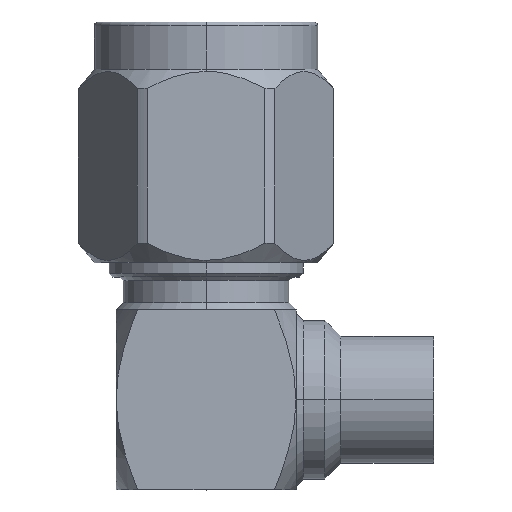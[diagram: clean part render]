
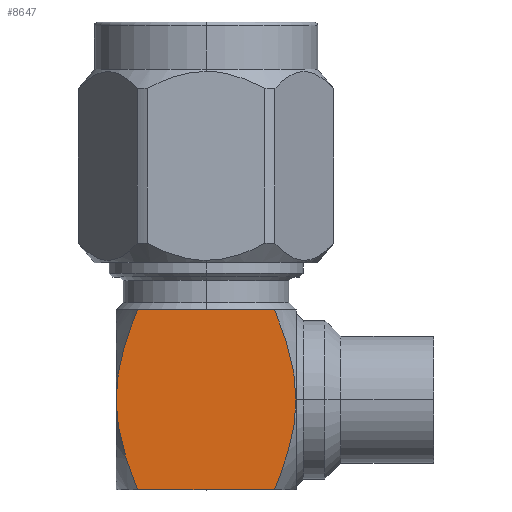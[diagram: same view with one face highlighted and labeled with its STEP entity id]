
A CAD part, top view. The second image highlights one B-rep face of the part: STEP entity #8647.
In plain terms, the highlighted planar face has unit normal (0, 0, 1).
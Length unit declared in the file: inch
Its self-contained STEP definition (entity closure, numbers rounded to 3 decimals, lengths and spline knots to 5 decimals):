
#49 = ORIENTED_EDGE ( 'NONE', *, *, #3983, .T. ) ;
#384 = CARTESIAN_POINT ( 'NONE',  ( -0.10326, -0.38021, 0.125 ) ) ;
#398 = ORIENTED_EDGE ( 'NONE', *, *, #4715, .T. ) ;
#460 = CARTESIAN_POINT ( 'NONE',  ( 0.0951, -0.61024, 0.125 ) ) ;
#597 = CARTESIAN_POINT ( 'NONE',  ( -0.125, -0.48523, 0.125 ) ) ;
#757 = EDGE_CURVE ( 'NONE', #3676, #7874, #2689, .T. ) ;
#846 = CARTESIAN_POINT ( 'NONE',  ( 0.0951, -0.36023, 0.125 ) ) ;
#1170 = CARTESIAN_POINT ( 'NONE',  ( 0.125, -0.49598, 0.125 ) ) ;
#1374 = CARTESIAN_POINT ( 'NONE',  ( -0.10325, -0.59028, 0.125 ) ) ;
#1418 = CARTESIAN_POINT ( 'NONE',  ( 0.125, -0.48523, 0.125 ) ) ;
#1441 = CARTESIAN_POINT ( 'NONE',  ( 0.125, -0.48523, 0.125 ) ) ;
#1472 = CARTESIAN_POINT ( 'NONE',  ( 0.10326, -0.38021, 0.125 ) ) ;
#1981 = EDGE_CURVE ( 'NONE', #3676, #9845, #5938, .T. ) ;
#2022 = CARTESIAN_POINT ( 'NONE',  ( -0.125, -0.36023, 0.125 ) ) ;
#2035 = CARTESIAN_POINT ( 'NONE',  ( -0.125, -0.36023, 0.125 ) ) ;
#2114 = CARTESIAN_POINT ( 'NONE',  ( -0.11072, -0.40074, 0.125 ) ) ;
#2312 = VERTEX_POINT ( 'NONE', #597 ) ;
#2527 = ORIENTED_EDGE ( 'NONE', *, *, #10349, .T. ) ;
#2689 = LINE ( 'NONE', #2961, #10337 ) ;
#2822 = VERTEX_POINT ( 'NONE', #4661 ) ;
#2824 = VECTOR ( 'NONE', #10435, 39.37008 ) ;
#2961 = CARTESIAN_POINT ( 'NONE',  ( -0.125, -0.61024, 0.125 ) ) ;
#3047 = CARTESIAN_POINT ( 'NONE',  ( 0.125, -0.46354, 0.125 ) ) ;
#3062 = B_SPLINE_CURVE_WITH_KNOTS ( 'NONE', 3,
 ( #1441, #3047, #7232, #5580, #1472, #4870 ),
 .UNSPECIFIED., .F., .F.,
 ( 4, 2, 4 ),
 ( 0.0068, 0.00845, 0.01011 ),
 .UNSPECIFIED. ) ;
#3198 = CARTESIAN_POINT ( 'NONE',  ( -0.11886, -0.5387, 0.125 ) ) ;
#3602 = CARTESIAN_POINT ( 'NONE',  ( -0.0951, -0.61024, 0.125 ) ) ;
#3676 = VERTEX_POINT ( 'NONE', #10236 ) ;
#3767 = CARTESIAN_POINT ( 'NONE',  ( 0.12417, -0.50689, 0.125 ) ) ;
#3983 = EDGE_CURVE ( 'NONE', #2822, #2312, #7130, .T. ) ;
#4047 = CARTESIAN_POINT ( 'NONE',  ( -0.125, -0.49598, 0.125 ) ) ;
#4057 = CARTESIAN_POINT ( 'NONE',  ( -0.125, -0.46354, 0.125 ) ) ;
#4558 = LINE ( 'NONE', #2022, #2824 ) ;
#4642 = VERTEX_POINT ( 'NONE', #846 ) ;
#4661 = CARTESIAN_POINT ( 'NONE',  ( -0.0951, -0.36023, 0.125 ) ) ;
#4715 = EDGE_CURVE ( 'NONE', #9845, #4642, #3062, .T. ) ;
#4716 = CARTESIAN_POINT ( 'NONE',  ( 0.11886, -0.5387, 0.125 ) ) ;
#4870 = CARTESIAN_POINT ( 'NONE',  ( 0.0951, -0.36023, 0.125 ) ) ;
#5112 = ORIENTED_EDGE ( 'NONE', *, *, #9194, .T. ) ;
#5580 = CARTESIAN_POINT ( 'NONE',  ( 0.11072, -0.40074, 0.125 ) ) ;
#5597 = CARTESIAN_POINT ( 'NONE',  ( -0.12163, -0.44238, 0.125 ) ) ;
#5637 = CARTESIAN_POINT ( 'NONE',  ( -0.125, -0.48523, 0.125 ) ) ;
#5665 = CARTESIAN_POINT ( 'NONE',  ( -0.11067, -0.56988, 0.125 ) ) ;
#5938 = B_SPLINE_CURVE_WITH_KNOTS ( 'NONE', 3,
 ( #460, #8782, #8897, #4716, #9731, #3767, #1170, #8850 ),
 .UNSPECIFIED., .F., .F.,
 ( 4, 2, 2, 4 ),
 ( 0.00352, 0.00516, 0.00598, 0.0068 ),
 .UNSPECIFIED. ) ;
#6223 = PLANE ( 'NONE',  #8554 ) ;
#6356 = CARTESIAN_POINT ( 'NONE',  ( -0.0951, -0.36023, 0.125 ) ) ;
#6370 = ORIENTED_EDGE ( 'NONE', *, *, #757, .F. ) ;
#6426 = CARTESIAN_POINT ( 'NONE',  ( -0.12109, -0.5282, 0.125 ) ) ;
#6490 = DIRECTION ( 'NONE',  ( -1., 0., 0. ) ) ;
#7130 = B_SPLINE_CURVE_WITH_KNOTS ( 'NONE', 3,
 ( #6356, #384, #2114, #5597, #4057, #5637 ),
 .UNSPECIFIED., .F., .F.,
 ( 4, 2, 4 ),
 ( 0.00825, 0.00989, 0.01153 ),
 .UNSPECIFIED. ) ;
#7232 = CARTESIAN_POINT ( 'NONE',  ( 0.12163, -0.44238, 0.125 ) ) ;
#7272 = CARTESIAN_POINT ( 'NONE',  ( -0.0951, -0.61024, 0.125 ) ) ;
#7856 = B_SPLINE_CURVE_WITH_KNOTS ( 'NONE', 3,
 ( #9826, #4047, #10795, #6426, #3198, #5665, #1374, #7272 ),
 .UNSPECIFIED., .F., .F.,
 ( 4, 2, 2, 4 ),
 ( 0.01153, 0.01234, 0.01316, 0.01478 ),
 .UNSPECIFIED. ) ;
#7874 = VERTEX_POINT ( 'NONE', #3602 ) ;
#7904 = DIRECTION ( 'NONE',  ( 1., 0., 0. ) ) ;
#8070 = FACE_OUTER_BOUND ( 'NONE', #8284, .T. ) ;
#8127 = ORIENTED_EDGE ( 'NONE', *, *, #1981, .T. ) ;
#8284 = EDGE_LOOP ( 'NONE', ( #5112, #49, #2527, #6370, #8127, #398 ) ) ;
#8554 = AXIS2_PLACEMENT_3D ( 'NONE', #2035, #10559, #7904 ) ;
#8647 = ADVANCED_FACE ( 'NONE', ( #8070 ), #6223, .T. ) ;
#8782 = CARTESIAN_POINT ( 'NONE',  ( 0.10325, -0.59028, 0.125 ) ) ;
#8850 = CARTESIAN_POINT ( 'NONE',  ( 0.125, -0.48523, 0.125 ) ) ;
#8897 = CARTESIAN_POINT ( 'NONE',  ( 0.11067, -0.56988, 0.125 ) ) ;
#9194 = EDGE_CURVE ( 'NONE', #4642, #2822, #4558, .T. ) ;
#9731 = CARTESIAN_POINT ( 'NONE',  ( 0.12109, -0.5282, 0.125 ) ) ;
#9826 = CARTESIAN_POINT ( 'NONE',  ( -0.125, -0.48523, 0.125 ) ) ;
#9845 = VERTEX_POINT ( 'NONE', #1418 ) ;
#10236 = CARTESIAN_POINT ( 'NONE',  ( 0.0951, -0.61024, 0.125 ) ) ;
#10337 = VECTOR ( 'NONE', #6490, 39.37008 ) ;
#10349 = EDGE_CURVE ( 'NONE', #2312, #7874, #7856, .T. ) ;
#10435 = DIRECTION ( 'NONE',  ( -1., 0., 0. ) ) ;
#10559 = DIRECTION ( 'NONE',  ( 0., 0., 1. ) ) ;
#10795 = CARTESIAN_POINT ( 'NONE',  ( -0.12417, -0.50689, 0.125 ) ) ;
